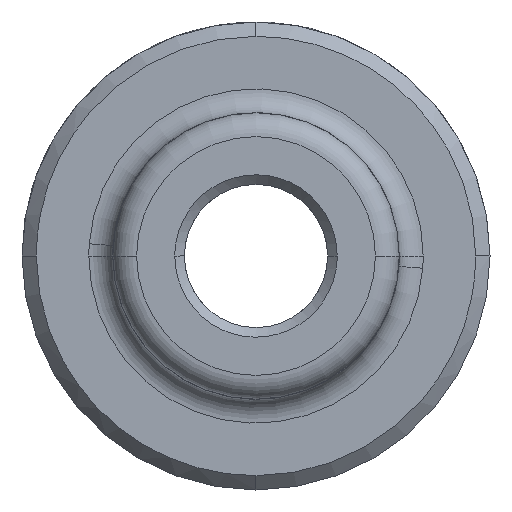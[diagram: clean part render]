
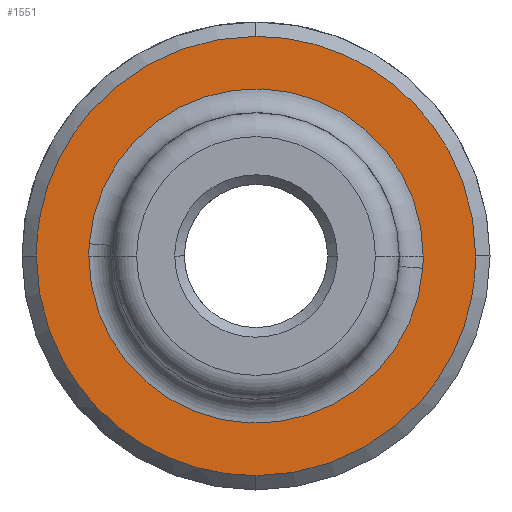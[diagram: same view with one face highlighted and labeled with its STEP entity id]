
A CAD part, front view. The second image highlights one B-rep face of the part: STEP entity #1551.
In plain terms, the highlighted planar face has unit normal (0, -1, 0).
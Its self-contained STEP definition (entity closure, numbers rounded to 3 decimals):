
#1211=CARTESIAN_POINT('Vertex',(-3.5,-9.5,0.)) ;
#1214=CARTESIAN_POINT('Axis2P3D Location',(0.,-9.5,0.)) ;
#1218=CARTESIAN_POINT('Vertex',(3.491,-9.5,-0.255)) ;
#1238=CARTESIAN_POINT('Axis2P3D Location',(0.,-9.5,0.)) ;
#1242=CARTESIAN_POINT('Vertex',(3.5,-9.5,0.)) ;
#1264=CARTESIAN_POINT('Axis2P3D Location',(0.,-9.5,0.)) ;
#1268=CARTESIAN_POINT('Vertex',(-3.491,-9.5,0.255)) ;
#1288=CARTESIAN_POINT('Axis2P3D Location',(0.,-9.5,0.)) ;
#1458=CARTESIAN_POINT('Axis2P3D Location',(0.,-9.5,0.)) ;
#1464=CARTESIAN_POINT('Control Point',(4.6,-9.5,0.)) ;
#1465=CARTESIAN_POINT('Control Point',(4.6,-9.5,0.42)) ;
#1466=CARTESIAN_POINT('Control Point',(4.552,-9.5,0.841)) ;
#1467=CARTESIAN_POINT('Control Point',(4.456,-9.5,1.254)) ;
#1468=CARTESIAN_POINT('Control Point',(4.171,-9.5,2.05)) ;
#1469=CARTESIAN_POINT('Control Point',(3.714,-9.5,2.762)) ;
#1470=CARTESIAN_POINT('Control Point',(3.446,-9.5,3.091)) ;
#1471=CARTESIAN_POINT('Control Point',(2.839,-9.5,3.68)) ;
#1472=CARTESIAN_POINT('Control Point',(2.115,-9.5,4.117)) ;
#1473=CARTESIAN_POINT('Control Point',(1.729,-9.5,4.294)) ;
#1474=CARTESIAN_POINT('Control Point',(1.151,-9.5,4.482)) ;
#1475=CARTESIAN_POINT('Control Point',(0.552,-9.5,4.572)) ;
#1476=CARTESIAN_POINT('Control Point',(0.369,-9.5,4.591)) ;
#1477=CARTESIAN_POINT('Control Point',(0.184,-9.5,4.6)) ;
#1478=CARTESIAN_POINT('Control Point',(0.,-9.5,4.6)) ;
#1479=CARTESIAN_POINT('Vertex',(4.6,-9.5,0.)) ;
#1481=CARTESIAN_POINT('Vertex',(0.,-9.5,4.6)) ;
#1485=CARTESIAN_POINT('Control Point',(0.,-9.5,4.6)) ;
#1486=CARTESIAN_POINT('Control Point',(-0.236,-9.5,4.6)) ;
#1487=CARTESIAN_POINT('Control Point',(-0.472,-9.5,4.585)) ;
#1488=CARTESIAN_POINT('Control Point',(-0.707,-9.5,4.555)) ;
#1489=CARTESIAN_POINT('Control Point',(-1.352,-9.5,4.429)) ;
#1490=CARTESIAN_POINT('Control Point',(-1.968,-9.5,4.19)) ;
#1491=CARTESIAN_POINT('Control Point',(-2.343,-9.5,3.992)) ;
#1492=CARTESIAN_POINT('Control Point',(-3.042,-9.5,3.515)) ;
#1493=CARTESIAN_POINT('Control Point',(-3.614,-9.5,2.892)) ;
#1494=CARTESIAN_POINT('Control Point',(-3.864,-9.5,2.549)) ;
#1495=CARTESIAN_POINT('Control Point',(-4.254,-9.5,1.858)) ;
#1496=CARTESIAN_POINT('Control Point',(-4.489,-9.5,1.101)) ;
#1497=CARTESIAN_POINT('Control Point',(-4.563,-9.5,0.737)) ;
#1498=CARTESIAN_POINT('Control Point',(-4.6,-9.5,0.369)) ;
#1499=CARTESIAN_POINT('Control Point',(-4.6,-9.5,0.)) ;
#1500=CARTESIAN_POINT('Vertex',(-4.6,-9.5,0.)) ;
#1504=CARTESIAN_POINT('Control Point',(-4.6,-9.5,0.)) ;
#1505=CARTESIAN_POINT('Control Point',(-4.6,-9.5,-0.42)) ;
#1506=CARTESIAN_POINT('Control Point',(-4.552,-9.5,-0.841)) ;
#1507=CARTESIAN_POINT('Control Point',(-4.456,-9.5,-1.254)) ;
#1508=CARTESIAN_POINT('Control Point',(-4.171,-9.5,-2.05)) ;
#1509=CARTESIAN_POINT('Control Point',(-3.714,-9.5,-2.762)) ;
#1510=CARTESIAN_POINT('Control Point',(-3.446,-9.5,-3.091)) ;
#1511=CARTESIAN_POINT('Control Point',(-2.839,-9.5,-3.68)) ;
#1512=CARTESIAN_POINT('Control Point',(-2.115,-9.5,-4.117)) ;
#1513=CARTESIAN_POINT('Control Point',(-1.729,-9.5,-4.294)) ;
#1514=CARTESIAN_POINT('Control Point',(-1.151,-9.5,-4.482)) ;
#1515=CARTESIAN_POINT('Control Point',(-0.552,-9.5,-4.572)) ;
#1516=CARTESIAN_POINT('Control Point',(-0.369,-9.5,-4.591)) ;
#1517=CARTESIAN_POINT('Control Point',(-0.184,-9.5,-4.6)) ;
#1518=CARTESIAN_POINT('Control Point',(0.,-9.5,-4.6)) ;
#1519=CARTESIAN_POINT('Vertex',(0.,-9.5,-4.6)) ;
#1523=CARTESIAN_POINT('Control Point',(0.,-9.5,-4.6)) ;
#1524=CARTESIAN_POINT('Control Point',(0.236,-9.5,-4.6)) ;
#1525=CARTESIAN_POINT('Control Point',(0.472,-9.5,-4.585)) ;
#1526=CARTESIAN_POINT('Control Point',(0.707,-9.5,-4.555)) ;
#1527=CARTESIAN_POINT('Control Point',(1.352,-9.5,-4.429)) ;
#1528=CARTESIAN_POINT('Control Point',(1.968,-9.5,-4.19)) ;
#1529=CARTESIAN_POINT('Control Point',(2.343,-9.5,-3.992)) ;
#1530=CARTESIAN_POINT('Control Point',(3.042,-9.5,-3.515)) ;
#1531=CARTESIAN_POINT('Control Point',(3.614,-9.5,-2.892)) ;
#1532=CARTESIAN_POINT('Control Point',(3.864,-9.5,-2.549)) ;
#1533=CARTESIAN_POINT('Control Point',(4.254,-9.5,-1.858)) ;
#1534=CARTESIAN_POINT('Control Point',(4.489,-9.5,-1.101)) ;
#1535=CARTESIAN_POINT('Control Point',(4.563,-9.5,-0.737)) ;
#1536=CARTESIAN_POINT('Control Point',(4.6,-9.5,-0.369)) ;
#1537=CARTESIAN_POINT('Control Point',(4.6,-9.5,0.)) ;
#1215=DIRECTION('Axis2P3D Direction',(0.,1.,0.)) ;
#1239=DIRECTION('Axis2P3D Direction',(0.,1.,0.)) ;
#1265=DIRECTION('Axis2P3D Direction',(0.,1.,0.)) ;
#1289=DIRECTION('Axis2P3D Direction',(0.,1.,0.)) ;
#1459=DIRECTION('Axis2P3D Direction',(-0.,1.,0.)) ;
#1460=DIRECTION('Axis2P3D XDirection',(1.,0.,0.)) ;
#1216=AXIS2_PLACEMENT_3D('Circle Axis2P3D',#1214,#1215,$) ;
#1240=AXIS2_PLACEMENT_3D('Circle Axis2P3D',#1238,#1239,$) ;
#1266=AXIS2_PLACEMENT_3D('Circle Axis2P3D',#1264,#1265,$) ;
#1290=AXIS2_PLACEMENT_3D('Circle Axis2P3D',#1288,#1289,$) ;
#1461=AXIS2_PLACEMENT_3D('Plane Axis2P3D',#1458,#1459,#1460) ;
#1540=ORIENTED_EDGE('',*,*,#1483,.T.) ;
#1541=ORIENTED_EDGE('',*,*,#1502,.T.) ;
#1542=ORIENTED_EDGE('',*,*,#1521,.T.) ;
#1543=ORIENTED_EDGE('',*,*,#1538,.T.) ;
#1546=ORIENTED_EDGE('',*,*,#1244,.F.) ;
#1547=ORIENTED_EDGE('',*,*,#1220,.F.) ;
#1548=ORIENTED_EDGE('',*,*,#1292,.F.) ;
#1549=ORIENTED_EDGE('',*,*,#1270,.F.) ;
#1550=FACE_BOUND('',#1545,.T.) ;
#1551=ADVANCED_FACE('MANIFOLD_SOLID_BREP #1719',(#1544,#1550),#1462,.F.) ;
#1463=B_SPLINE_CURVE_WITH_KNOTS('',5,(#1464,#1465,#1466,#1467,#1468,#1469,#1470,#1471,#1472,#1473,#1474,#1475,#1476,#1477,#1478),.UNSPECIFIED.,.F.,.U.,(6,3,3,3,6),(0.,2.972,5.944,8.916,10.219),.UNSPECIFIED.) ;
#1484=B_SPLINE_CURVE_WITH_KNOTS('',5,(#1485,#1486,#1487,#1488,#1489,#1490,#1491,#1492,#1493,#1494,#1495,#1496,#1497,#1498,#1499),.UNSPECIFIED.,.F.,.U.,(6,3,3,3,6),(10.219,11.887,14.859,17.831,20.437),.UNSPECIFIED.) ;
#1503=B_SPLINE_CURVE_WITH_KNOTS('',5,(#1504,#1505,#1506,#1507,#1508,#1509,#1510,#1511,#1512,#1513,#1514,#1515,#1516,#1517,#1518),.UNSPECIFIED.,.F.,.U.,(6,3,3,3,6),(0.,2.972,5.944,8.916,10.219),.UNSPECIFIED.) ;
#1522=B_SPLINE_CURVE_WITH_KNOTS('',5,(#1523,#1524,#1525,#1526,#1527,#1528,#1529,#1530,#1531,#1532,#1533,#1534,#1535,#1536,#1537),.UNSPECIFIED.,.F.,.U.,(6,3,3,3,6),(10.219,11.887,14.859,17.831,20.437),.UNSPECIFIED.) ;
#1217=CIRCLE('generated circle',#1216,3.5) ;
#1241=CIRCLE('generated circle',#1240,3.5) ;
#1267=CIRCLE('generated circle',#1266,3.5) ;
#1291=CIRCLE('generated circle',#1290,3.5) ;
#1220=EDGE_CURVE('',#1212,#1219,#1217,.F.) ;
#1244=EDGE_CURVE('',#1219,#1243,#1241,.F.) ;
#1270=EDGE_CURVE('',#1243,#1269,#1267,.F.) ;
#1292=EDGE_CURVE('',#1269,#1212,#1291,.F.) ;
#1483=EDGE_CURVE('',#1480,#1482,#1463,.T.) ;
#1502=EDGE_CURVE('',#1482,#1501,#1484,.T.) ;
#1521=EDGE_CURVE('',#1501,#1520,#1503,.T.) ;
#1538=EDGE_CURVE('',#1520,#1480,#1522,.T.) ;
#1539=EDGE_LOOP('',(#1540,#1541,#1542,#1543)) ;
#1545=EDGE_LOOP('',(#1546,#1547,#1548,#1549)) ;
#1544=FACE_OUTER_BOUND('',#1539,.T.) ;
#1462=PLANE('',#1461) ;
#1212=VERTEX_POINT('',#1211) ;
#1219=VERTEX_POINT('',#1218) ;
#1243=VERTEX_POINT('',#1242) ;
#1269=VERTEX_POINT('',#1268) ;
#1480=VERTEX_POINT('',#1479) ;
#1482=VERTEX_POINT('',#1481) ;
#1501=VERTEX_POINT('',#1500) ;
#1520=VERTEX_POINT('',#1519) ;
